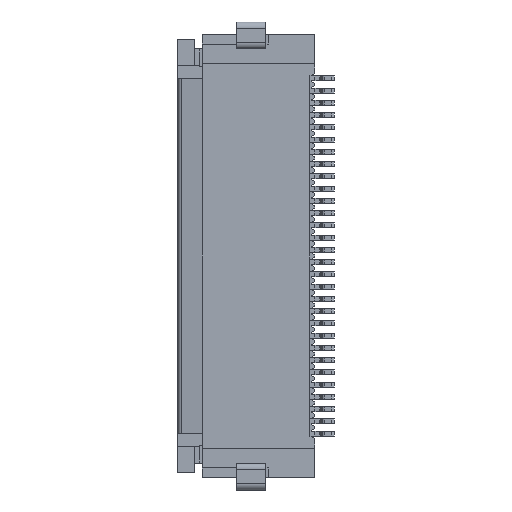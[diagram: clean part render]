
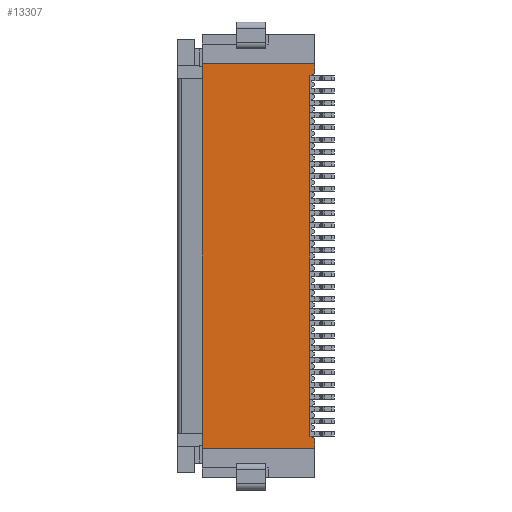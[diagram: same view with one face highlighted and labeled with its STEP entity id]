
A CAD part, left-side view. The second image highlights one B-rep face of the part: STEP entity #13307.
In plain terms, the highlighted planar face has unit normal (-1, 0, 0).
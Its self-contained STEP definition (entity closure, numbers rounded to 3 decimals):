
#546 = DIRECTION ( 'NONE',  ( 0., -1., 0. ) ) ;
#813 = VERTEX_POINT ( 'NONE', #36086 ) ;
#1003 = VECTOR ( 'NONE', #44803, 1000. ) ;
#2557 = ORIENTED_EDGE ( 'NONE', *, *, #36586, .T. ) ;
#4097 = LINE ( 'NONE', #17584, #32299 ) ;
#4186 = CARTESIAN_POINT ( 'NONE',  ( -2.015, -3.341, -4.643 ) ) ;
#6079 = VECTOR ( 'NONE', #15726, 1000. ) ;
#7968 = ORIENTED_EDGE ( 'NONE', *, *, #41419, .T. ) ;
#8662 = CARTESIAN_POINT ( 'NONE',  ( -2.015, -3.591, -3.523 ) ) ;
#10422 = EDGE_CURVE ( 'NONE', #34668, #813, #38808, .T. ) ;
#10870 = VERTEX_POINT ( 'NONE', #33932 ) ;
#11053 = LINE ( 'NONE', #8662, #29487 ) ;
#12030 = DIRECTION ( 'NONE',  ( 0., -0.89, 0.456 ) ) ;
#12300 = DIRECTION ( 'NONE',  ( 0., 0., -1. ) ) ;
#13307 = ADVANCED_FACE ( 'NONE', ( #38335 ), #22169, .T. ) ;
#13381 = CARTESIAN_POINT ( 'NONE',  ( -2.015, -3.591, 11.057 ) ) ;
#14272 = LINE ( 'NONE', #15069, #42518 ) ;
#14421 = ORIENTED_EDGE ( 'NONE', *, *, #14647, .T. ) ;
#14567 = EDGE_CURVE ( 'NONE', #39397, #19490, #15278, .T. ) ;
#14647 = EDGE_CURVE ( 'NONE', #34668, #10870, #44088, .T. ) ;
#14933 = DIRECTION ( 'NONE',  ( -1., 0., 0. ) ) ;
#15069 = CARTESIAN_POINT ( 'NONE',  ( -2.015, -3.591, 9.937 ) ) ;
#15278 = LINE ( 'NONE', #4186, #23903 ) ;
#15726 = DIRECTION ( 'NONE',  ( 0., 0., 1. ) ) ;
#16667 = AXIS2_PLACEMENT_3D ( 'NONE', #36991, #14933, #40684 ) ;
#17584 = CARTESIAN_POINT ( 'NONE',  ( -2.015, -3.341, 11.057 ) ) ;
#18789 = DIRECTION ( 'NONE',  ( 0., 0., 1. ) ) ;
#19038 = CARTESIAN_POINT ( 'NONE',  ( -2.015, 1.009, 22.055 ) ) ;
#19490 = VERTEX_POINT ( 'NONE', #23118 ) ;
#19970 = EDGE_CURVE ( 'NONE', #813, #19490, #11053, .T. ) ;
#20048 = CARTESIAN_POINT ( 'NONE',  ( -2.015, 1.009, 11.057 ) ) ;
#20124 = DIRECTION ( 'NONE',  ( 0., -0.89, -0.456 ) ) ;
#21255 = DIRECTION ( 'NONE',  ( 0., 1., 0. ) ) ;
#21584 = ORIENTED_EDGE ( 'NONE', *, *, #19970, .F. ) ;
#21861 = ORIENTED_EDGE ( 'NONE', *, *, #10422, .F. ) ;
#22105 = ORIENTED_EDGE ( 'NONE', *, *, #45216, .T. ) ;
#22169 = PLANE ( 'NONE',  #16667 ) ;
#23118 = CARTESIAN_POINT ( 'NONE',  ( -2.015, -3.591, -4.643 ) ) ;
#23903 = VECTOR ( 'NONE', #546, 1000. ) ;
#25245 = LINE ( 'NONE', #30413, #26375 ) ;
#26375 = VECTOR ( 'NONE', #12030, 1000. ) ;
#27536 = CARTESIAN_POINT ( 'NONE',  ( -2.015, -3.391, -4.14 ) ) ;
#27709 = VERTEX_POINT ( 'NONE', #20048 ) ;
#27826 = ORIENTED_EDGE ( 'NONE', *, *, #42066, .T. ) ;
#29151 = LINE ( 'NONE', #19038, #1003 ) ;
#29487 = VECTOR ( 'NONE', #12300, 1000. ) ;
#30413 = CARTESIAN_POINT ( 'NONE',  ( -2.015, -3.391, 10.555 ) ) ;
#32299 = VECTOR ( 'NONE', #21255, 1000. ) ;
#32410 = VERTEX_POINT ( 'NONE', #13381 ) ;
#33030 = VECTOR ( 'NONE', #20124, 1000. ) ;
#33932 = CARTESIAN_POINT ( 'NONE',  ( -2.015, -3.391, 10.555 ) ) ;
#34668 = VERTEX_POINT ( 'NONE', #42427 ) ;
#36086 = CARTESIAN_POINT ( 'NONE',  ( -2.015, -3.591, -4.242 ) ) ;
#36586 = EDGE_CURVE ( 'NONE', #10870, #38241, #25245, .T. ) ;
#36991 = CARTESIAN_POINT ( 'NONE',  ( -2.015, -3.341, 22.055 ) ) ;
#37848 = CARTESIAN_POINT ( 'NONE',  ( -2.015, 1.009, -4.643 ) ) ;
#38241 = VERTEX_POINT ( 'NONE', #44919 ) ;
#38335 = FACE_OUTER_BOUND ( 'NONE', #42848, .T. ) ;
#38808 = LINE ( 'NONE', #27536, #33030 ) ;
#39397 = VERTEX_POINT ( 'NONE', #37848 ) ;
#40684 = DIRECTION ( 'NONE',  ( 0., 0., 1. ) ) ;
#41419 = EDGE_CURVE ( 'NONE', #38241, #32410, #14272, .T. ) ;
#41466 = CARTESIAN_POINT ( 'NONE',  ( -2.015, -3.391, 22.055 ) ) ;
#42066 = EDGE_CURVE ( 'NONE', #27709, #39397, #29151, .T. ) ;
#42427 = CARTESIAN_POINT ( 'NONE',  ( -2.015, -3.391, -4.14 ) ) ;
#42518 = VECTOR ( 'NONE', #18789, 1000. ) ;
#42848 = EDGE_LOOP ( 'NONE', ( #21861, #14421, #2557, #7968, #22105, #27826, #45676, #21584 ) ) ;
#44088 = LINE ( 'NONE', #41466, #6079 ) ;
#44803 = DIRECTION ( 'NONE',  ( 0., 0., -1. ) ) ;
#44919 = CARTESIAN_POINT ( 'NONE',  ( -2.015, -3.591, 10.658 ) ) ;
#45216 = EDGE_CURVE ( 'NONE', #32410, #27709, #4097, .T. ) ;
#45676 = ORIENTED_EDGE ( 'NONE', *, *, #14567, .T. ) ;
